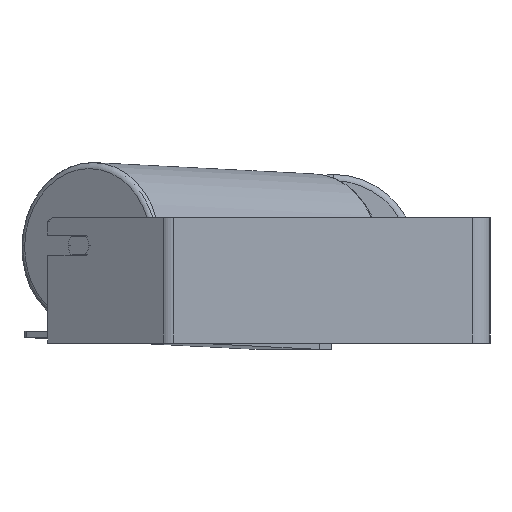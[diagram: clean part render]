
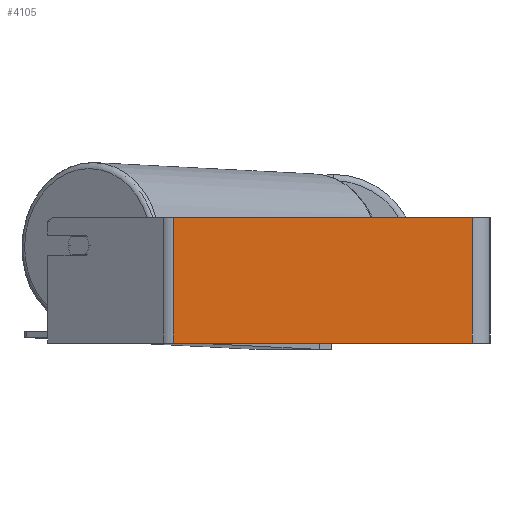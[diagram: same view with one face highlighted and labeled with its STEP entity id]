
A CAD part, left-side view. The second image highlights one B-rep face of the part: STEP entity #4105.
In plain terms, the highlighted planar face has unit normal (-1, 0, 0).
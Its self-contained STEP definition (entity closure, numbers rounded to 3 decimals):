
#159 = FACE_OUTER_BOUND ( 'NONE', #2329, .T. ) ;
#518 = LINE ( 'NONE', #2705, #8616 ) ;
#780 = VERTEX_POINT ( 'NONE', #6257 ) ;
#1427 = CARTESIAN_POINT ( 'NONE',  ( -525., 14., -50. ) ) ;
#1795 = VERTEX_POINT ( 'NONE', #1427 ) ;
#2057 = LINE ( 'NONE', #6421, #7603 ) ;
#2216 = ORIENTED_EDGE ( 'NONE', *, *, #3116, .F. ) ;
#2329 = EDGE_LOOP ( 'NONE', ( #3435, #8370, #2216, #8157 ) ) ;
#2453 = CARTESIAN_POINT ( 'NONE',  ( -525., 252.509, 50. ) ) ;
#2705 = CARTESIAN_POINT ( 'NONE',  ( -525., 256.923, 50. ) ) ;
#2854 = VERTEX_POINT ( 'NONE', #5695 ) ;
#2947 = CARTESIAN_POINT ( 'NONE',  ( -525., 256.923, 50. ) ) ;
#3116 = EDGE_CURVE ( 'NONE', #6239, #2854, #518, .T. ) ;
#3301 = DIRECTION ( 'NONE',  ( 0., -1., 0. ) ) ;
#3435 = ORIENTED_EDGE ( 'NONE', *, *, #4221, .T. ) ;
#3486 = EDGE_CURVE ( 'NONE', #6239, #780, #9057, .T. ) ;
#3575 = PLANE ( 'NONE',  #3776 ) ;
#3729 = EDGE_CURVE ( 'NONE', #2854, #1795, #7688, .T. ) ;
#3776 = AXIS2_PLACEMENT_3D ( 'NONE', #2947, #5748, #5001 ) ;
#3922 = VECTOR ( 'NONE', #7000, 1000. ) ;
#4054 = DIRECTION ( 'NONE',  ( 0., 0., -1. ) ) ;
#4105 = ADVANCED_FACE ( 'NONE', ( #159 ), #3575, .F. ) ;
#4221 = EDGE_CURVE ( 'NONE', #780, #1795, #2057, .T. ) ;
#5001 = DIRECTION ( 'NONE',  ( 0., 0., -1. ) ) ;
#5064 = CARTESIAN_POINT ( 'NONE',  ( -525., 14., 50. ) ) ;
#5695 = CARTESIAN_POINT ( 'NONE',  ( -525., 14., 50. ) ) ;
#5748 = DIRECTION ( 'NONE',  ( 1., 0., 0. ) ) ;
#6239 = VERTEX_POINT ( 'NONE', #2453 ) ;
#6257 = CARTESIAN_POINT ( 'NONE',  ( -525., 252.509, -50. ) ) ;
#6421 = CARTESIAN_POINT ( 'NONE',  ( -525., 256.923, -50. ) ) ;
#7000 = DIRECTION ( 'NONE',  ( 0., 0., -1. ) ) ;
#7603 = VECTOR ( 'NONE', #8491, 1000. ) ;
#7688 = LINE ( 'NONE', #5064, #3922 ) ;
#8157 = ORIENTED_EDGE ( 'NONE', *, *, #3486, .T. ) ;
#8295 = CARTESIAN_POINT ( 'NONE',  ( -525., 252.509, 50. ) ) ;
#8370 = ORIENTED_EDGE ( 'NONE', *, *, #3729, .F. ) ;
#8491 = DIRECTION ( 'NONE',  ( 0., -1., 0. ) ) ;
#8616 = VECTOR ( 'NONE', #3301, 1000. ) ;
#8620 = VECTOR ( 'NONE', #4054, 1000. ) ;
#9057 = LINE ( 'NONE', #8295, #8620 ) ;
